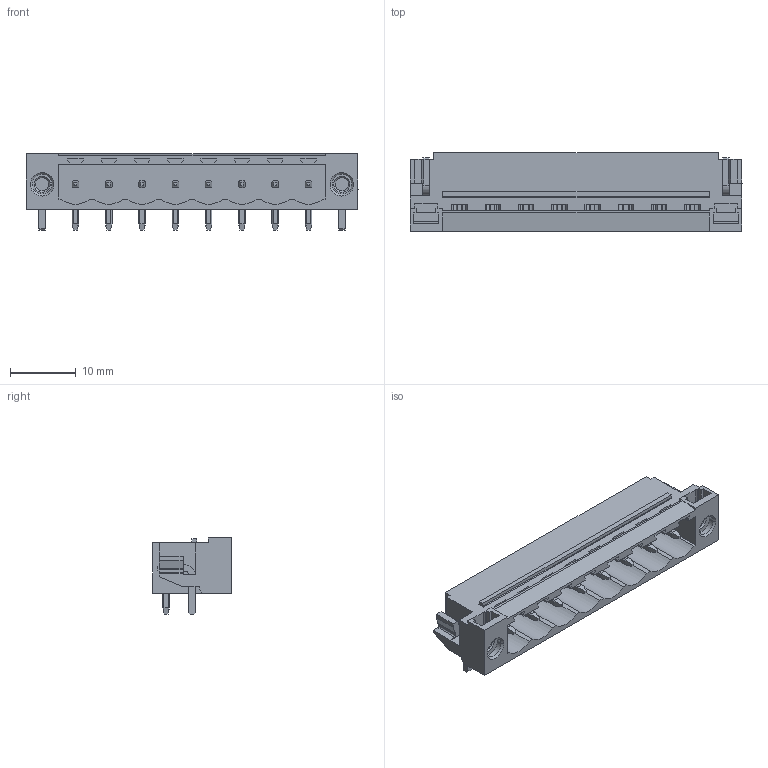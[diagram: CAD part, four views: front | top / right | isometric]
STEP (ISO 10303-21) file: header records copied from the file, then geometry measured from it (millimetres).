
FILE_DESCRIPTION(('CATIA V5 STEP Exchange','CAx-IF Rec.Pracs.--- Model Styling and Organization---1.2---2011-12-15'),'2;1');
FILE_NAME ('D1449246_0', '2018-10-25T03:51:01+00:00', ('none'), ('Weidmueller'), 'CATIA Version 5-6 Release 2014', 'CATIA V5 STEP AP214', 'none');
FILE_SCHEMA(('AUTOMOTIVE_DESIGN { 1 0 10303 214 1 1 1 1 }'));
Length unit declared in the file: millimetre
Products named in the file (1): 1149580000
Bounding box: 50.64 x 12 x 11.63 mm (x, y, z)
Volume: 2431 mm3; surface area: 4178.6 mm2
Topology: 13 solids, 13 shells, 555 faces, 1547 edges, 1002 vertices
Faces by surface type: plane 379, cylinder 164, cone 12
Entity records: 16308 total; most frequent: CARTESIAN_POINT 3460, ORIENTED_EDGE 3094, DIRECTION 1881, EDGE_CURVE 1541, VECTOR 1141, LINE 1141, VERTEX_POINT 994, EDGE_LOOP 583
